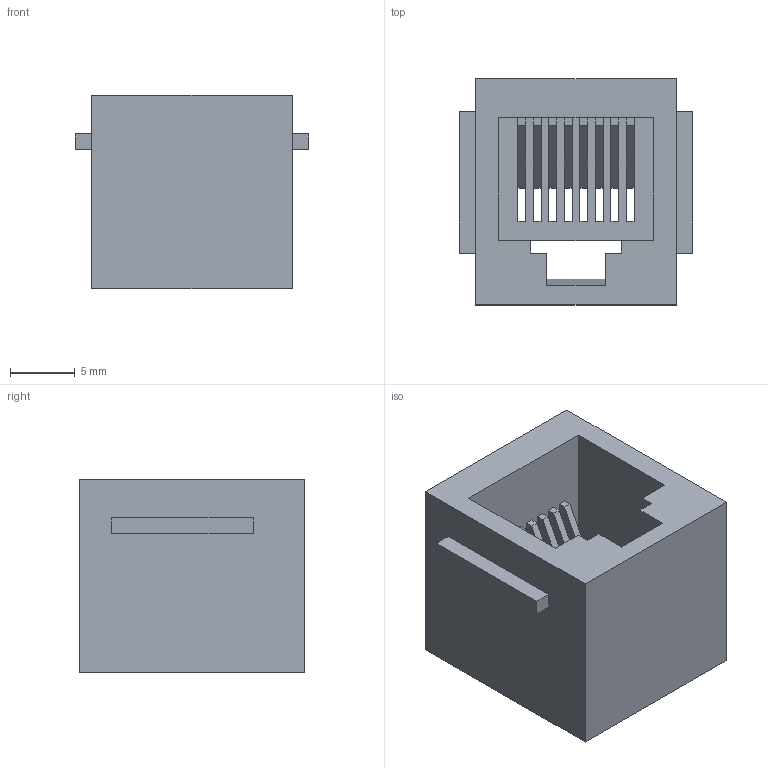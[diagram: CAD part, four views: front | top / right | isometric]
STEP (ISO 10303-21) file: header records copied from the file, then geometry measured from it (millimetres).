
FILE_DESCRIPTION( ( '' ), ' ' );
FILE_NAME( '5eadd2f5a92953155a84482f.step', '2020-05-02T20:07:17', ( '' ), ( '' ), ' ', ' ', ' ' );
FILE_SCHEMA( ( 'AUTOMOTIVE_DESIGN { 1 0 10303 214 1 1 1 1 }' ) );
Length unit declared in the file: metre
Products named in the file (9): Part 9; Part 8; Part 7; Part 6; Part 5; Part 4; Part 3; Part 2; Part 1
Bounding box: 18.1 x 17.5 x 15 mm (x, y, z)
Volume: 2386.6 mm3; surface area: 3025.3 mm2
Topology: 9 solids, 9 shells, 105 faces, 275 edges, 182 vertices
Faces by surface type: plane 105
Entity records: 4129 total; most frequent: CARTESIAN_POINT 571, ORIENTED_EDGE 550, DIRECTION 503, EDGE_CURVE 275, LINE 275, VECTOR 275, VERTEX_POINT 182, EDGE_LOOP 117
